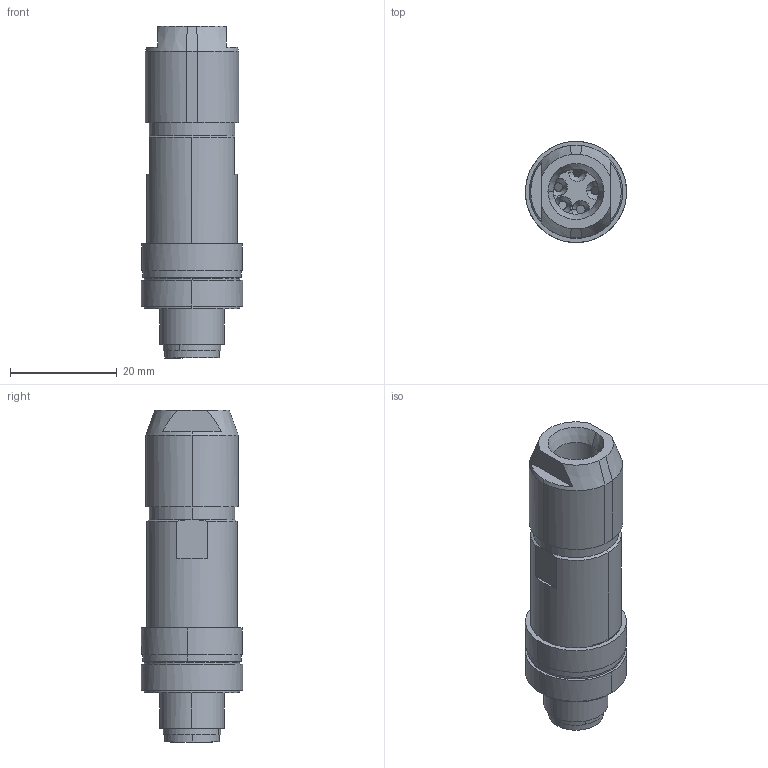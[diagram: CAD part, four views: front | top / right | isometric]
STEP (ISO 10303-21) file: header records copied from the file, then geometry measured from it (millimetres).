
FILE_DESCRIPTION(('CATIA V5 STEP Exchange','CAx-IF Rec.Pracs.--- Model Styling and Organization---1.4--- 2014-01-23'),'2;1');
FILE_NAME ('1142478-3_0', '2020-05-13T07:36:59+00:00', ('none'), ('Weidmueller'), 'CATIA Version 5-6 Release 2016 SP3 HF44', 'CATIA V5 STEP AP214', 'none');
FILE_SCHEMA(('AUTOMOTIVE_DESIGN { 1 0 10303 214 1 1 1 1 }'));
Length unit declared in the file: millimetre
Products named in the file (1): 2681680000
Bounding box: 19 x 19 x 62.32 mm (x, y, z)
Volume: 10152.4 mm3; surface area: 9452.1 mm2
Topology: 7 solids, 7 shells, 327 faces, 856 edges, 565 vertices
Faces by surface type: plane 166, cylinder 110, cone 45, bspline 6
Entity records: 10557 total; most frequent: CARTESIAN_POINT 2984, ORIENTED_EDGE 1712, DIRECTION 1253, EDGE_CURVE 848, VERTEX_POINT 557, AXIS2_PLACEMENT_3D 546, VECTOR 415, LINE 415
